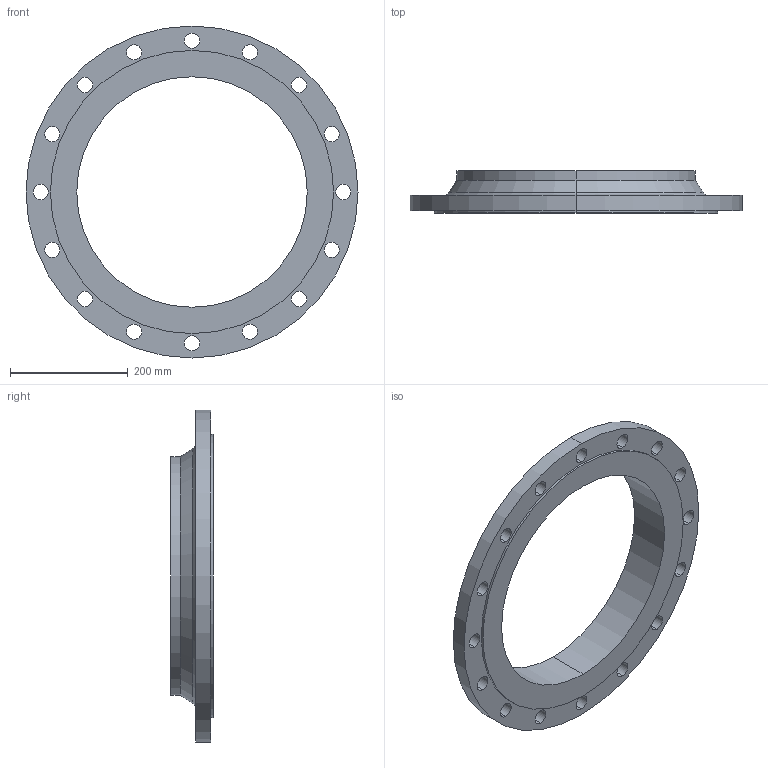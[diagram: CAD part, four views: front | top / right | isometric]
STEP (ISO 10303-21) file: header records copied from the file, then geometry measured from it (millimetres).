
FILE_DESCRIPTION (( 'STEP AP203' ), '1' );
FILE_NAME ('3D_R183_PN10_DN400_17632660_17632860.STEP', '2024-07-02T07:21:38', ( '' ), ( '' ), 'SwSTEP 2.0', 'SolidWorks 2024', '' );
FILE_SCHEMA (( 'CONFIG_CONTROL_DESIGN' ));
Length unit declared in the file: millimetre
Products named in the file (1): 3D_R183_PN10_DN400_17632660_17632860
Bounding box: 565 x 72 x 565 mm (x, y, z)
Volume: 4073125.8 mm3; surface area: 455468.6 mm2
Topology: 1 solids, 1 shells, 48 faces, 128 edges, 84 vertices
Faces by surface type: cylinder 40, plane 4, torus 2, cone 2
Entity records: 1691 total; most frequent: DIRECTION 312, CARTESIAN_POINT 261, ORIENTED_EDGE 256, AXIS2_PLACEMENT_3D 135, EDGE_CURVE 128, CIRCLE 86, EDGE_LOOP 84, VERTEX_POINT 84
